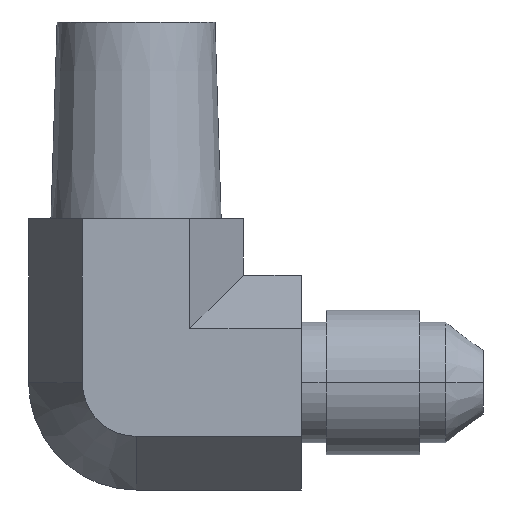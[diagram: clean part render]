
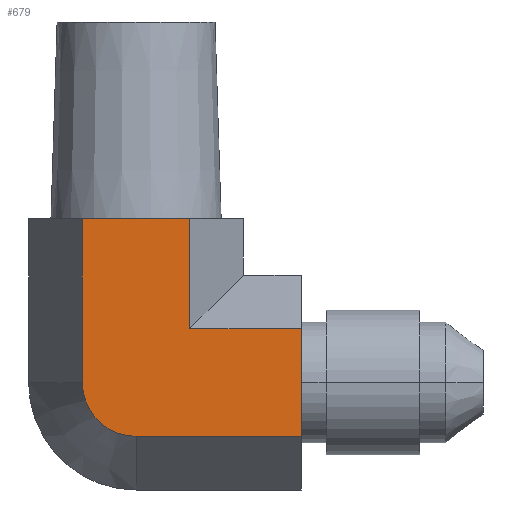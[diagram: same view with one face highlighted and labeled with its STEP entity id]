
A CAD part, front view. The second image highlights one B-rep face of the part: STEP entity #679.
In plain terms, the highlighted planar face has unit normal (0, -1, 0).
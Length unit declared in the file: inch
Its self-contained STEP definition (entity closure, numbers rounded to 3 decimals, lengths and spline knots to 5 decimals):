
#9=DIRECTION('',(-1.,0.,0.));
#10=VECTOR('',#9,0.32476);
#11=CARTESIAN_POINT('',(0.16238,-0.28125,0.4954));
#12=LINE('',#11,#10);
#89=DIRECTION('',(0.,0.,-1.));
#90=VECTOR('',#89,0.4954);
#91=CARTESIAN_POINT('',(-0.16238,-0.28125,0.4954));
#92=LINE('',#91,#90);
#93=CARTESIAN_POINT('',(0.,-0.28125,0.));
#94=DIRECTION('',(0.,1.,0.));
#95=DIRECTION('',(0.,0.,-1.));
#96=AXIS2_PLACEMENT_3D('',#93,#94,#95);
#98=DIRECTION('',(0.,0.,-1.));
#99=VECTOR('',#98,0.33302);
#100=CARTESIAN_POINT('',(0.16238,-0.28125,0.4954));
#101=LINE('',#100,#99);
#102=DIRECTION('',(1.,0.,0.));
#103=VECTOR('',#102,0.33762);
#104=CARTESIAN_POINT('',(0.16238,-0.28125,0.16238));
#105=LINE('',#104,#103);
#142=DIRECTION('',(0.,0.,-1.));
#143=VECTOR('',#142,0.32476);
#144=CARTESIAN_POINT('',(0.5,-0.28125,0.16238));
#145=LINE('',#144,#143);
#172=DIRECTION('',(1.,0.,0.));
#173=VECTOR('',#172,0.5);
#174=CARTESIAN_POINT('',(0.,-0.28125,-0.16238));
#175=LINE('',#174,#173);
#418=CARTESIAN_POINT('',(0.16238,-0.28125,0.4954));
#419=VERTEX_POINT('',#418);
#420=CARTESIAN_POINT('',(-0.16238,-0.28125,0.4954));
#421=VERTEX_POINT('',#420);
#430=CARTESIAN_POINT('',(0.16238,-0.28125,0.16238));
#431=VERTEX_POINT('',#430);
#436=CARTESIAN_POINT('',(0.5,-0.28125,0.16238));
#437=VERTEX_POINT('',#436);
#438=CARTESIAN_POINT('',(0.5,-0.28125,-0.16238));
#439=VERTEX_POINT('',#438);
#452=CARTESIAN_POINT('',(0.,-0.28125,-0.16238));
#453=CARTESIAN_POINT('',(-0.16238,-0.28125,0.));
#454=VERTEX_POINT('',#452);
#455=VERTEX_POINT('',#453);
#661=CARTESIAN_POINT('',(0.16238,-0.28125,0.4954));
#662=DIRECTION('',(0.,-1.,0.));
#663=DIRECTION('',(-1.,0.,0.));
#664=AXIS2_PLACEMENT_3D('',#661,#662,#663);
#665=PLANE('',#664);
#666=ORIENTED_EDGE('',*,*,#652,.T.);
#667=ORIENTED_EDGE('',*,*,#642,.F.);
#668=ORIENTED_EDGE('',*,*,#535,.F.);
#670=ORIENTED_EDGE('',*,*,#669,.T.);
#672=ORIENTED_EDGE('',*,*,#671,.T.);
#674=ORIENTED_EDGE('',*,*,#673,.T.);
#676=ORIENTED_EDGE('',*,*,#675,.F.);
#677=EDGE_LOOP('',(#666,#667,#668,#670,#672,#674,#676));
#678=FACE_OUTER_BOUND('',#677,.F.);
#679=ADVANCED_FACE('',(#678),#665,.T.);
#97=CIRCLE('',#96,0.16238);
#535=EDGE_CURVE('',#419,#421,#12,.T.);
#642=EDGE_CURVE('',#421,#455,#92,.T.);
#652=EDGE_CURVE('',#454,#455,#97,.T.);
#669=EDGE_CURVE('',#419,#431,#101,.T.);
#671=EDGE_CURVE('',#431,#437,#105,.T.);
#673=EDGE_CURVE('',#437,#439,#145,.T.);
#675=EDGE_CURVE('',#454,#439,#175,.T.);
